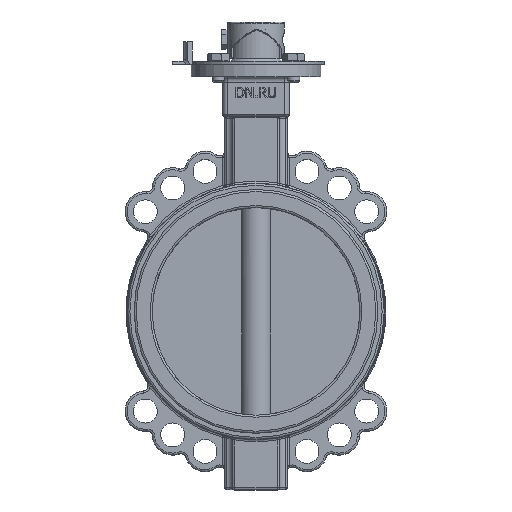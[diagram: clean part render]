
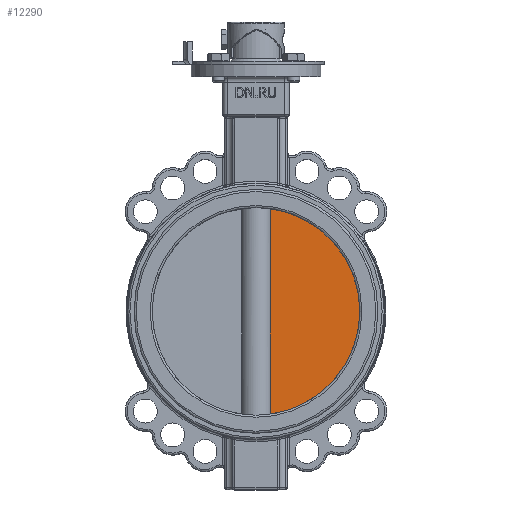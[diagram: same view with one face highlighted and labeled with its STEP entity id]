
A CAD part, top view. The second image highlights one B-rep face of the part: STEP entity #12290.
In plain terms, the highlighted planar face has unit normal (0, 0, 1).
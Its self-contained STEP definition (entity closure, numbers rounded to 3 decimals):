
#680=PLANE('',#13609);
#1314=FACE_OUTER_BOUND('',#2067,.T.);
#2067=EDGE_LOOP('',(#9281,#9282,#9283));
#2735=LINE('',#22049,#3498);
#3498=VECTOR('',#16054,10.);
#4191=CIRCLE('',#13197,100.);
#4193=CIRCLE('',#13199,100.);
#4926=VERTEX_POINT('',#20389);
#4927=VERTEX_POINT('',#20391);
#4930=VERTEX_POINT('',#20414);
#6179=EDGE_CURVE('',#4926,#4927,#4191,.T.);
#6183=EDGE_CURVE('',#4930,#4926,#4193,.T.);
#6661=EDGE_CURVE('',#4927,#4930,#2735,.T.);
#9281=ORIENTED_EDGE('',*,*,#6661,.F.);
#9282=ORIENTED_EDGE('',*,*,#6179,.F.);
#9283=ORIENTED_EDGE('',*,*,#6183,.F.);
#12290=ADVANCED_FACE('',(#1314),#680,.T.);
#13197=AXIS2_PLACEMENT_3D('',#20392,#15054,#15055);
#13199=AXIS2_PLACEMENT_3D('',#20433,#15058,#15059);
#13609=AXIS2_PLACEMENT_3D('',#22048,#16052,#16053);
#15054=DIRECTION('center_axis',(0.,0.,-1.));
#15055=DIRECTION('ref_axis',(-1.,0.,0.));
#15058=DIRECTION('center_axis',(0.,0.,-1.));
#15059=DIRECTION('ref_axis',(-1.,0.,0.));
#16052=DIRECTION('center_axis',(0.,0.,1.));
#16053=DIRECTION('ref_axis',(1.,0.,0.));
#16054=DIRECTION('',(0.,1.,0.));
#20389=CARTESIAN_POINT('',(100.,0.,6.));
#20391=CARTESIAN_POINT('',(13.748,-99.05,6.));
#20392=CARTESIAN_POINT('Origin',(0.,0.,6.));
#20414=CARTESIAN_POINT('',(13.748,99.05,6.));
#20433=CARTESIAN_POINT('Origin',(0.,0.,6.));
#22048=CARTESIAN_POINT('Origin',(0.,0.,6.));
#22049=CARTESIAN_POINT('',(13.748,0.,6.));
